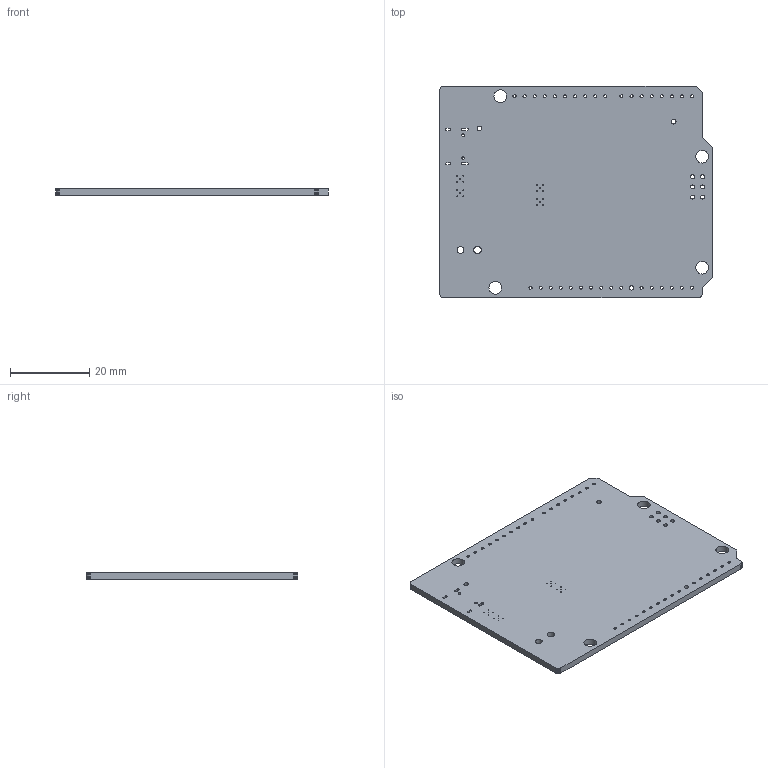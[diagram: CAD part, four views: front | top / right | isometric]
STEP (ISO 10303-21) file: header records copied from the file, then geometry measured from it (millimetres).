
FILE_DESCRIPTION(('PTSolns Leonardo+v2'),'2;1');
FILE_NAME( 'PTSolns_Leonardo_v2.STEP', '2026-03-09T11:46:58', ('PTSolns'), (''), 'v1.0', '', '');
FILE_SCHEMA(('AUTOMOTIVE_DESIGN { 1 0 10303 214 3 1 1 }'));
Length unit declared in the file: millimetre
Products named in the file (2): Leonardo+v2 1; Leonardo_Plus PCB
Assembly tree (1 placements, depth 2):
  Leonardo+v2 1
    Leonardo_Plus PCB
Bounding box: 68.58 x 53.34 x 1.6 mm (x, y, z)
Volume: 5675.5 mm3; surface area: 7780.6 mm2
Topology: 1 solids, 1 shells, 832 faces, 2490 edges, 1660 vertices
Faces by surface type: plane 795, cylinder 37
Full cylindrical faces by diameter (mm): 0.2 x20, 0.7 x2, 1 x6, 1.152 x3, 1.7 x1, 1.9 x1, 3.2 x4
Entity records: 27848 total; most frequent: CARTESIAN_POINT 4985, ORIENTED_EDGE 4980, DIRECTION 4234, EDGE_CURVE 2490, LINE 2416, VECTOR 2416, VERTEX_POINT 1660, EDGE_LOOP 982
